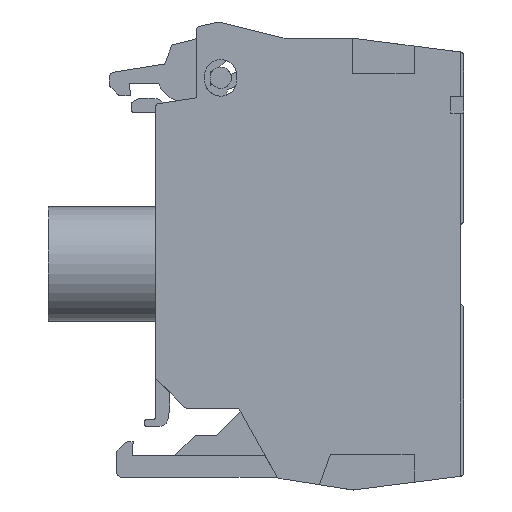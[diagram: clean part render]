
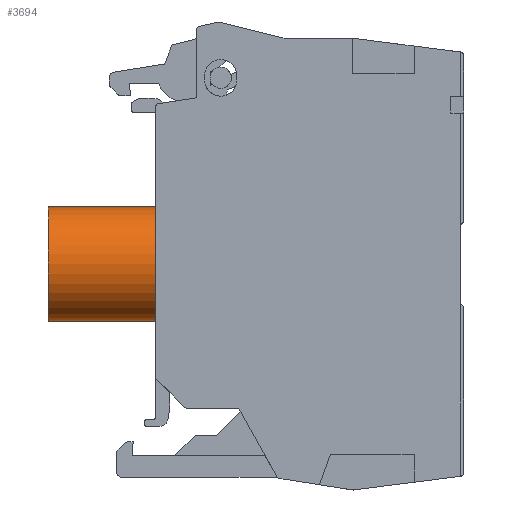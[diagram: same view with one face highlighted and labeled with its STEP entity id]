
A CAD part, left-side view. The second image highlights one B-rep face of the part: STEP entity #3694.
In plain terms, the highlighted cylindrical face has radius 4.05 mm (diameter 8.1 mm), a full revolution.
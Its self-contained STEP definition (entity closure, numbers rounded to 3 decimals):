
#1962 = EDGE_CURVE( '', #5079, #5079, #5080, .T. );
#2066 = EDGE_CURVE( '', #5240, #5240, #5241, .T. );
#3694 = ADVANCED_FACE( '', ( #7359, #7360 ), #7361, .T. );
#5079 = VERTEX_POINT( '', #9185 );
#5080 = CIRCLE( '', #9186, 4.05 );
#5240 = VERTEX_POINT( '', #9424 );
#5241 = CIRCLE( '', #9425, 4.05 );
#7359 = FACE_OUTER_BOUND( '', #12691, .T. );
#7360 = FACE_OUTER_BOUND( '', #12692, .T. );
#7361 = CYLINDRICAL_SURFACE( '', #12693, 4.05 );
#9185 = CARTESIAN_POINT( '', ( 0., 7.6, -4.05 ) );
#9186 = AXIS2_PLACEMENT_3D( '', #14437, #14438, #14439 );
#9424 = CARTESIAN_POINT( '', ( 0., 0., -4.05 ) );
#9425 = AXIS2_PLACEMENT_3D( '', #14584, #14585, #14586 );
#12691 = EDGE_LOOP( '', ( #17396 ) );
#12692 = EDGE_LOOP( '', ( #17397 ) );
#12693 = AXIS2_PLACEMENT_3D( '', #17398, #17399, #17400 );
#14437 = CARTESIAN_POINT( '', ( 0., 7.6, 0. ) );
#14438 = DIRECTION( '', ( 0., 1., 0. ) );
#14439 = DIRECTION( '', ( 0., 0., -1. ) );
#14584 = CARTESIAN_POINT( '', ( 0., 0., 0. ) );
#14585 = DIRECTION( '', ( 0., -1., 0. ) );
#14586 = DIRECTION( '', ( 0., 0., -1. ) );
#17396 = ORIENTED_EDGE( '', *, *, #2066, .F. );
#17397 = ORIENTED_EDGE( '', *, *, #1962, .F. );
#17398 = CARTESIAN_POINT( '', ( 0., 3.8, 0. ) );
#17399 = DIRECTION( '', ( 0., 1., 0. ) );
#17400 = DIRECTION( '', ( 0., 0., -1. ) );
